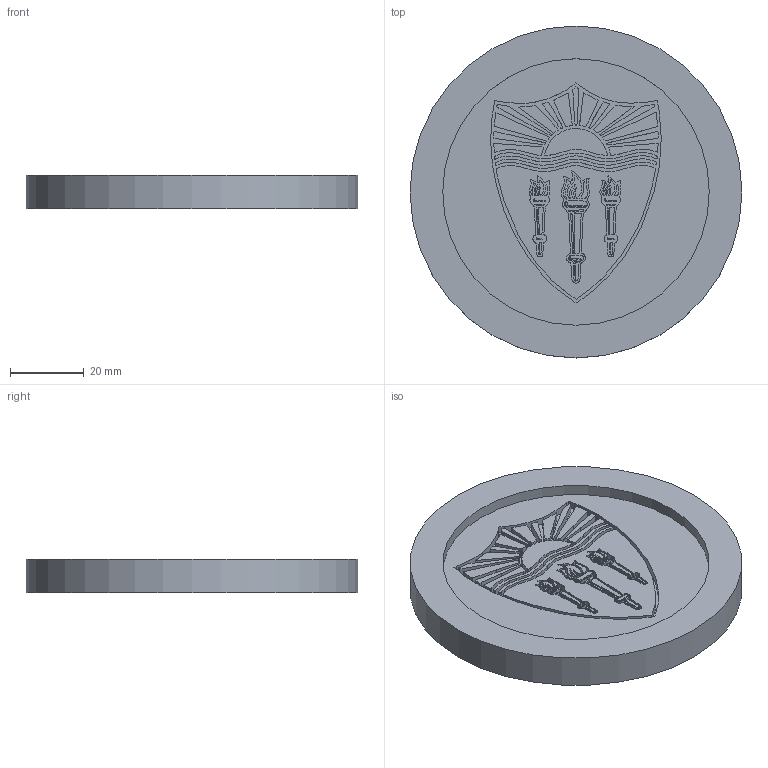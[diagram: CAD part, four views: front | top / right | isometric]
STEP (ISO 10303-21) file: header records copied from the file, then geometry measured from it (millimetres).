
FILE_DESCRIPTION(/* description */ (''),/* implementation_level */ '2;1');
FILE_NAME(/* name */ 'final v2.step',/* time_stamp */ '2023-03-25T18:02:37-07:00',/* author */ (''),/* organization */ (''),/* preprocessor_version */ 'ST-DEVELOPER v19.2',/* originating_system */ 'Autodesk Translation Framework v11.17.0.187',/* authorisation */ '');
FILE_SCHEMA (('AUTOMOTIVE_DESIGN { 1 0 10303 214 3 1 1 }'));
Length unit declared in the file: millimetre
Products named in the file (1): final
Bounding box: 90 x 90 x 9 mm (x, y, z)
Volume: 43741.1 mm3; surface area: 18944.4 mm2
Topology: 1 solids, 1 shells, 623 faces, 1698 edges, 1132 vertices
Faces by surface type: bspline 453, plane 168, cylinder 2
Full cylindrical faces by diameter (mm): 72.25 x1, 90 x1
Entity records: 20648 total; most frequent: CARTESIAN_POINT 9343, ORIENTED_EDGE 3396, EDGE_CURVE 1698, DIRECTION 1138, VERTEX_POINT 1132, LINE 788, VECTOR 788, EDGE_LOOP 678
